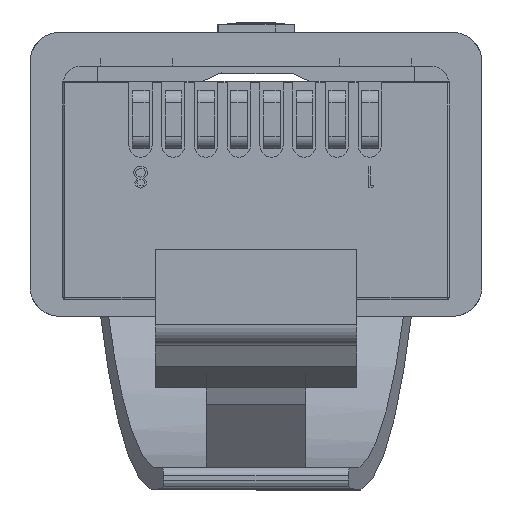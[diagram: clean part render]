
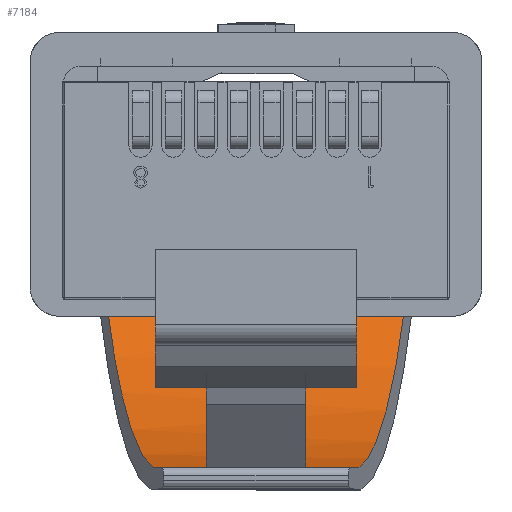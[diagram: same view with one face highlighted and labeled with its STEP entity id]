
A CAD part, front view. The second image highlights one B-rep face of the part: STEP entity #7184.
In plain terms, the highlighted cylindrical face has radius 12.7 mm (diameter 25.4 mm), a partial arc.
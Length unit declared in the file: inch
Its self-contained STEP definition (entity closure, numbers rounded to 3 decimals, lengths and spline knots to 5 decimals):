
#582 = EDGE_CURVE ( 'NONE', #7660, #12371, #10598, .T. ) ;
#662 = EDGE_LOOP ( 'NONE', ( #3276, #6181, #13247, #12300 ) ) ;
#3276 = ORIENTED_EDGE ( 'NONE', *, *, #4024, .F. ) ;
#4024 = EDGE_CURVE ( 'NONE', #4142, #16753, #12560, .T. ) ;
#4142 = VERTEX_POINT ( 'NONE', #16367 ) ;
#4733 = CARTESIAN_POINT ( 'NONE',  ( 0.185, 0.169, 0.06 ) ) ;
#5580 = CARTESIAN_POINT ( 'NONE',  ( -0.12265, 0.34896, 0.39906 ) ) ;
#5736 = CARTESIAN_POINT ( 'NONE',  ( 0.17562, 0.169, 0.06 ) ) ;
#6181 = ORIENTED_EDGE ( 'NONE', *, *, #17916, .F. ) ;
#6184 = EDGE_CURVE ( 'NONE', #7660, #16753, #7604, .T. ) ;
#7050 = CARTESIAN_POINT ( 'NONE',  ( -0.14362, 0.3363, 0.26482 ) ) ;
#7184 = ADVANCED_FACE ( 'NONE', ( #17729 ), #19196, .F. ) ;
#7604 = LINE ( 'NONE', #16789, #14407 ) ;
#7660 = VERTEX_POINT ( 'NONE', #17575 ) ;
#8107 = LINE ( 'NONE', #4733, #14429 ) ;
#8601 = CARTESIAN_POINT ( 'NONE',  ( -0.12265, 0.34896, 0.39906 ) ) ;
#8672 = CARTESIAN_POINT ( 'NONE',  ( 0.14362, 0.3363, 0.26482 ) ) ;
#8830 = CARTESIAN_POINT ( 'NONE',  ( 0.185, -0.14884, 0.44598 ) ) ;
#9122 = DIRECTION ( 'NONE',  ( -1., 0., 0. ) ) ;
#10598 =( BOUNDED_CURVE ( )  B_SPLINE_CURVE ( 3, ( #11765, #8672, #11671, #5736 ),
 .UNSPECIFIED., .F., .F. ) 
 B_SPLINE_CURVE_WITH_KNOTS ( ( 4, 4 ),
 ( 1.66477, 2.45271 ),
 .UNSPECIFIED. ) 
 CURVE ( )  GEOMETRIC_REPRESENTATION_ITEM ( )  RATIONAL_B_SPLINE_CURVE ( ( 1., 0.949, 0.949, 1. ) ) 
 REPRESENTATION_ITEM ( '' )  );
#10612 = CARTESIAN_POINT ( 'NONE',  ( 0.17562, 0.169, 0.06 ) ) ;
#10756 = AXIS2_PLACEMENT_3D ( 'NONE', #8830, #9122, #13585 ) ;
#10810 = DIRECTION ( 'NONE',  ( -1., 0., 0. ) ) ;
#11671 = CARTESIAN_POINT ( 'NONE',  ( 0.16223, 0.27309, 0.14571 ) ) ;
#11765 = CARTESIAN_POINT ( 'NONE',  ( 0.12265, 0.34896, 0.39906 ) ) ;
#12300 = ORIENTED_EDGE ( 'NONE', *, *, #6184, .T. ) ;
#12371 = VERTEX_POINT ( 'NONE', #10612 ) ;
#12560 =( BOUNDED_CURVE ( )  B_SPLINE_CURVE ( 3, ( #15871, #19164, #7050, #5580 ),
 .UNSPECIFIED., .F., .F. ) 
 B_SPLINE_CURVE_WITH_KNOTS ( ( 4, 4 ),
 ( 0.68888, 1.47683 ),
 .UNSPECIFIED. ) 
 CURVE ( )  GEOMETRIC_REPRESENTATION_ITEM ( )  RATIONAL_B_SPLINE_CURVE ( ( 1., 0.949, 0.949, 1. ) ) 
 REPRESENTATION_ITEM ( '' )  );
#13247 = ORIENTED_EDGE ( 'NONE', *, *, #582, .F. ) ;
#13585 = DIRECTION ( 'NONE',  ( 0., 0., 1. ) ) ;
#14407 = VECTOR ( 'NONE', #10810, 39.37008 ) ;
#14429 = VECTOR ( 'NONE', #15495, 39.37008 ) ;
#15495 = DIRECTION ( 'NONE',  ( -1., 0., 0. ) ) ;
#15871 = CARTESIAN_POINT ( 'NONE',  ( -0.17563, 0.169, 0.06 ) ) ;
#16367 = CARTESIAN_POINT ( 'NONE',  ( -0.17563, 0.169, 0.06 ) ) ;
#16753 = VERTEX_POINT ( 'NONE', #8601 ) ;
#16789 = CARTESIAN_POINT ( 'NONE',  ( 0.185, 0.34896, 0.39906 ) ) ;
#17575 = CARTESIAN_POINT ( 'NONE',  ( 0.12265, 0.34896, 0.39906 ) ) ;
#17729 = FACE_OUTER_BOUND ( 'NONE', #662, .T. ) ;
#17916 = EDGE_CURVE ( 'NONE', #12371, #4142, #8107, .T. ) ;
#19164 = CARTESIAN_POINT ( 'NONE',  ( -0.16223, 0.27309, 0.14571 ) ) ;
#19196 = CYLINDRICAL_SURFACE ( 'NONE', #10756, 0.5 ) ;
